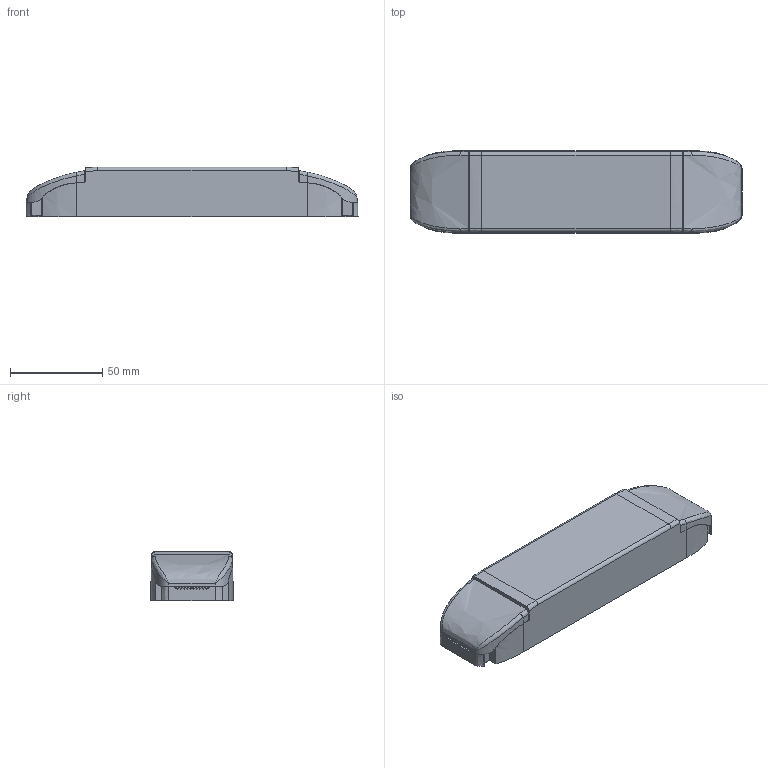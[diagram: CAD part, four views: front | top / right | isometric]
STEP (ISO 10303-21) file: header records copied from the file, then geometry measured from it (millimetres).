
FILE_DESCRIPTION((''),'2;1');
FILE_NAME('LEDC30W-V3_ASM','2020-09-03T16:09:00',('wsenga'),(''),'CREO PARAMETRIC BY PTC INC, 2019080','CREO PARAMETRIC BY PTC INC, 2019080','');
FILE_SCHEMA(('CONFIG_CONTROL_DESIGN'));
Length unit declared in the file: millimetre
Products named in the file (7): MAWLEDC30W-1A-V3; MAWLEDC30W-3A-V3; MAWLEDC30W-2A-V3; LEDC30W-PCB-V3; 804-106; 804-106-1; LEDC30W-V3_ASM
Assembly tree (15 placements, depth 2):
  LEDC30W-V3_ASM
    MAWLEDC30W-1A-V3
    MAWLEDC30W-3A-V3  x2
    MAWLEDC30W-2A-V3
    LEDC30W-PCB-V3
    804-106  x7
    804-106-1  x3
Bounding box: 180 x 45 x 27 mm (x, y, z)
Volume: 54704 mm3; surface area: 78536.2 mm2
Topology: 15 solids, 15 shells, 1192 faces, 3324 edges, 2180 vertices
Faces by surface type: plane 848, cylinder 188, bspline 116, extrusion 40
Entity records: 31030 total; most frequent: CARTESIAN_POINT 10039, ORIENTED_EDGE 4770, DIRECTION 3600, EDGE_CURVE 2385, VECTOR 1820, LINE 1797, VERTEX_POINT 1560, AXIS2_PLACEMENT_3D 890
